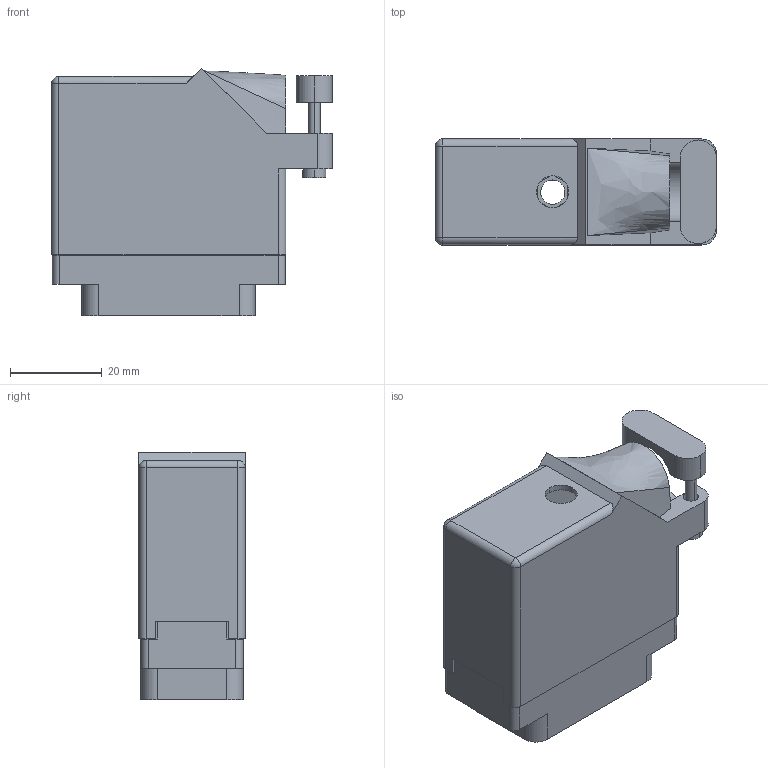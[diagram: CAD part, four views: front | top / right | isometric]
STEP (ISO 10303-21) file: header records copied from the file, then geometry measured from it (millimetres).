
FILE_DESCRIPTION (( 'STEP AP203' ), '1' );
FILE_NAME ('516-038-541-120.STEP', '2020-03-10T00:22:46', ( '' ), ( '' ), 'SwSTEP 2.0', 'SolidWorks 2016', '' );
FILE_SCHEMA (( 'CONFIG_CONTROL_DESIGN' ));
Length unit declared in the file: inch
Products named in the file (4): 516-230-001_Plastic - 038 Side Entry; 516-038-541-120; 516-292-001_541 Contact; 516 Plug Insulator_038
Assembly tree (40 placements, depth 2):
  516-038-541-120
    516 Plug Insulator_038
    516-292-001_541 Contact  x38
    516-230-001_Plastic - 038 Side Entry
Bounding box: 61.21 x 23.11 x 53.92 mm (x, y, z)
Volume: 20689.1 mm3; surface area: 32708.8 mm2
Topology: 40 solids, 40 shells, 3693 faces, 10692 edges, 7098 vertices
Faces by surface type: plane 2274, cylinder 1184, bspline 231, cone 2, sphere 2
Entity records: 36032 total; most frequent: CARTESIAN_POINT 6436, ORIENTED_EDGE 5988, DIRECTION 5817, EDGE_CURVE 2994, LINE 2221, VECTOR 2221, VERTEX_POINT 1992, AXIS2_PLACEMENT_3D 1798
